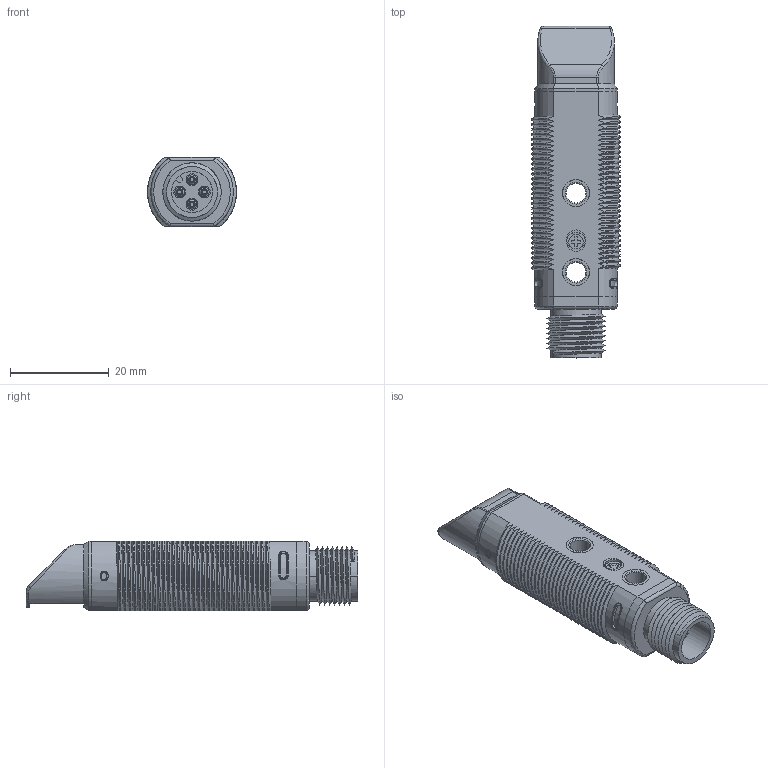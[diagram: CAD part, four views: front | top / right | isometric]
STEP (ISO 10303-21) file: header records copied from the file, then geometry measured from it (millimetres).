
FILE_DESCRIPTION((''),'2;1');
FILE_NAME('DISORIC_ASM','2013-11-04T',('DESSEN.CHEN'),(''),'PRO/ENGINEER BY PARAMETRIC TECHNOLOGY CORPORATION, 2010280','PRO/ENGINEER BY PARAMETRIC TECHNOLOGY CORPORATION, 2010280','');
FILE_SCHEMA(('CONFIG_CONTROL_DESIGN'));
Products named in the file (6): BODY; PCB; TUBE; SHELL-90; SCREW; DISORIC_ASM
Assembly tree (6 placements, depth 2):
  DISORIC_ASM
    BODY
    PCB
    TUBE  x2
    SHELL-90
    SCREW
Bounding box: 18 x 67.21 x 14 mm (x, y, z)
Volume: 3916.9 mm3; surface area: 18516.6 mm2
Topology: 13 solids, 26 shells, 826 faces, 2678 edges, 1925 vertices
Faces by surface type: plane 356, cylinder 245, bspline 162, torus 34, cone 21, extrusion 6, sphere 2
Entity records: 73006 total; most frequent: CARTESIAN_POINT 51391, ORIENTED_EDGE 4814, DIRECTION 3537, EDGE_CURVE 2658, VERTEX_POINT 1913, VECTOR 1247, LINE 1241, AXIS2_PLACEMENT_3D 1145
